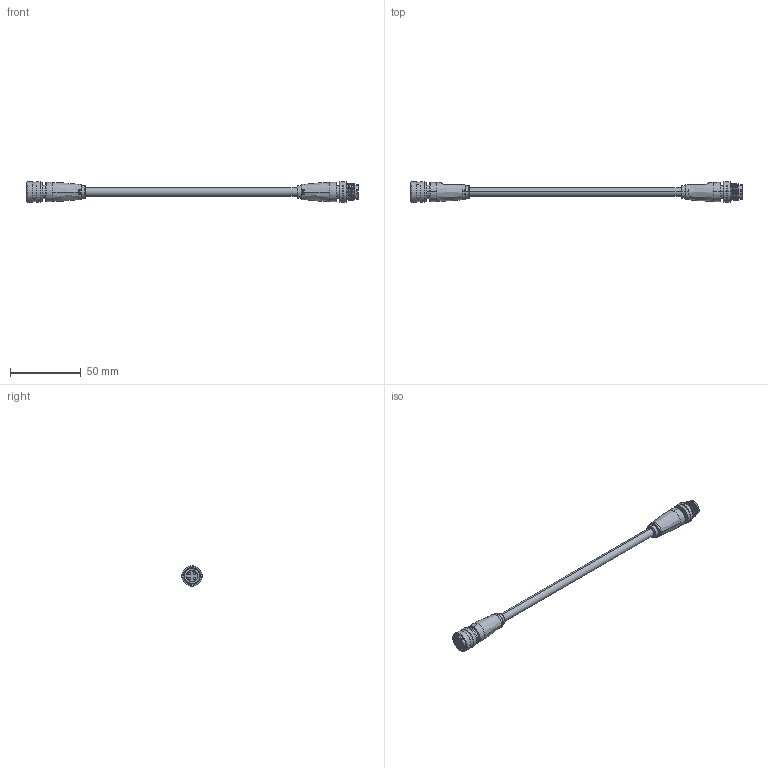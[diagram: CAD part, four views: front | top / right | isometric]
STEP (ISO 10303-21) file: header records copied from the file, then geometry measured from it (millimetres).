
FILE_DESCRIPTION (( 'STEP AP203' ), '1' );
FILE_NAME ('10-05627_revA.STEP', '2023-09-26T16:04:58', ( '' ), ( '' ), 'SwSTEP 2.0', 'SolidWorks 2021', '' );
FILE_SCHEMA (( 'CONFIG_CONTROL_DESIGN' ));
Length unit declared in the file: millimetre
Products named in the file (14): 50-01028-03___; 50-01029_STEP; 30-01578_blunt cut; 50-01029-04___; 50-01029-01___; 50-01028_STEP; 50-01028-05___; 50-01029-02_Step; 50-01028-01___; 50-01029-03___; 24-00349_Wire O6.8 mm; 50-01028-02_Step; 50-01028-04___; 10-05627_revA
Assembly tree (20 placements, depth 3):
  10-05627_revA
    50-01028_STEP
      50-01028-01___
      50-01028-02_Step
      50-01028-03___  x4
      50-01028-04___
      50-01028-05___
    24-00349_Wire O6.8 mm  x2
    30-01578_blunt cut
    50-01029_STEP
      50-01029-01___
      50-01029-02_Step
      50-01029-03___  x4
      50-01029-04___
Bounding box: 235.2 x 14.5 x 14.5 mm (x, y, z)
Volume: 13954 mm3; surface area: 44496.1 mm2
Topology: 111 solids, 111 shells, 1521 faces, 3454 edges, 2211 vertices
Faces by surface type: cylinder 696, plane 480, torus 129, bspline 117, cone 91, sphere 8
Entity records: 35282 total; most frequent: CARTESIAN_POINT 9979, DIRECTION 5258, ORIENTED_EDGE 4544, EDGE_CURVE 2272, AXIS2_PLACEMENT_3D 2213, VERTEX_POINT 1480, EDGE_LOOP 1294, CIRCLE 1202
